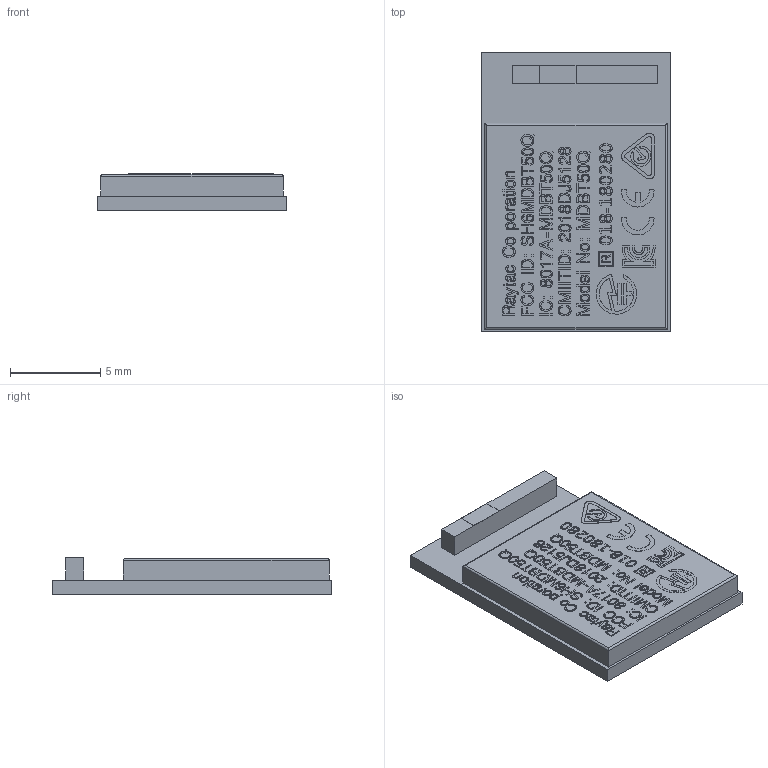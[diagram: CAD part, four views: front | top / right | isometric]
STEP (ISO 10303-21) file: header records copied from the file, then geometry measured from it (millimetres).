
FILE_DESCRIPTION(('FreeCAD Model'),'2;1');
FILE_NAME('yyy.stp','2020-08-12T13:38:18',(''),(''), 'Open CASCADE STEP processor 7.4','FreeCAD','Unknown');
FILE_SCHEMA(('AUTOMOTIVE_DESIGN { 1 0 10303 214 1 1 1 1 }'));
Length unit declared in the file: millimetre
Products named in the file (117): mdbt50q_model; Body078; Body056; Body057; Body058; Body059; Body060; Body061; Body062; Body063; Body064; Body065; Body066; Body013; Body014; Body015; Body016; Body112; Body110; Body111; Body032; Body033; Body034; Body035; Body036; Body037; Body038; Body039; Body040; Body041; Body042; Body043; Body044; Body045; Body097; Body098; Body101; Body100; Body102; Body091 ...
Assembly tree (116 placements, depth 3):
  mdbt50q_model
    Body078
    Body056
    Body057
    Body058
    Body059
    Body060
    Body061
    Body062
    Body063
    Body064
    Body065
    Body066
    Body013
    Body014
    Body015
    Body016
    Body112
    Body110
    Body111
    Body032
    Body033
    Body034
    Body035
    Body036
    Body037
    Body038
    Body039
    Body040
    Body041
    Body042
    Body043
    Body044
    Body045
    Body097
    Body098
    Body101
    Body100
    Body102
    Body091
    Body092
    Body095
    Body088
    Body089
    Body090
    Body093
    Body094
    Body026
    Body027
    Body028
    Body029
    Body030
    Body031
    Body024
    Body025
    Body049
    Body050
    Body051
    Body052
    Body053
Bounding box: 10.5 x 15.5 x 2.07 mm (x, y, z)
Volume: 278.5 mm3; surface area: 727.6 mm2
Topology: 113 solids, 113 shells, 1686 faces, 4376 edges, 2916 vertices
Faces by surface type: extrusion 1438, plane 244, cylinder 4
Entity records: 56800 total; most frequent: CARTESIAN_POINT 18005, ORIENTED_EDGE 8752, EDGE_CURVE 4376, B_SPLINE_CURVE_WITH_KNOTS 4314, DIRECTION 3672, VECTOR 2934, VERTEX_POINT 2916, FACE_BOUND 1796
